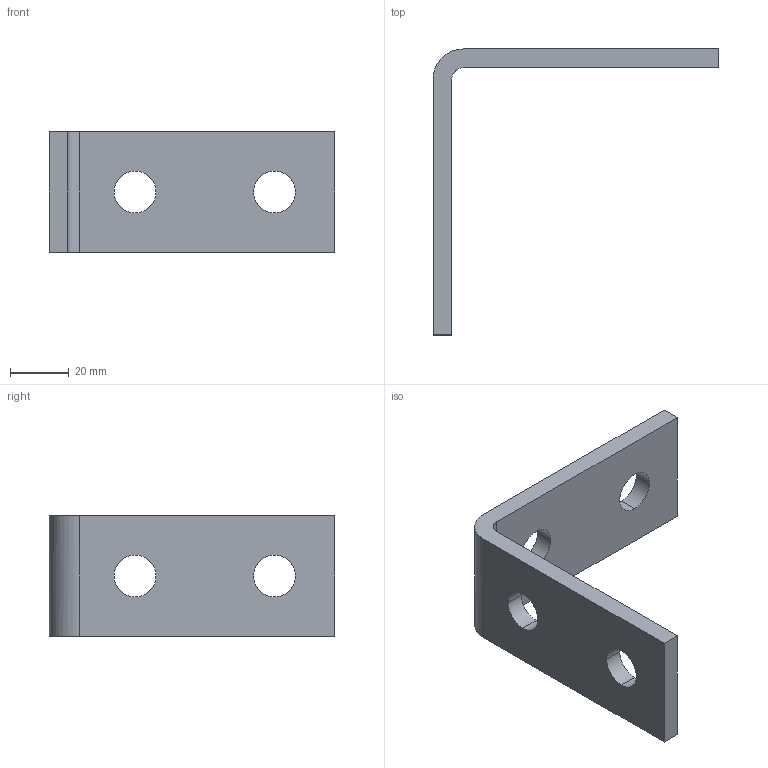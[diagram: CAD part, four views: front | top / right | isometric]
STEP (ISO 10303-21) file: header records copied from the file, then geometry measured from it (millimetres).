
FILE_DESCRIPTION(('TurboCAD Mac Pro'),'Build 980');
FILE_NAME('P9324.stp',' ',(''),(''),'ACIS Interop','IMSI','TurboCAD Mac Pro BY IMSI, INCORPORATED');
FILE_SCHEMA(('automotive_design'));
Length unit declared in the file: inch
Products named in the file (1): 1
Bounding box: 97.63 x 97.63 x 41.27 mm (x, y, z)
Volume: 44637.1 mm3; surface area: 18083.5 mm2
Topology: 1 solids, 1 shells, 26 faces, 72 edges, 48 vertices
Faces by surface type: bspline 18, plane 8
Entity records: 1172 total; most frequent: CARTESIAN_POINT 381, ORIENTED_EDGE 144, EDGE_CURVE 72, DIRECTION 54, VERTEX_POINT 48, LINE 36, B_SPLINE_CURVE_WITH_KNOTS 36, VECTOR 36
